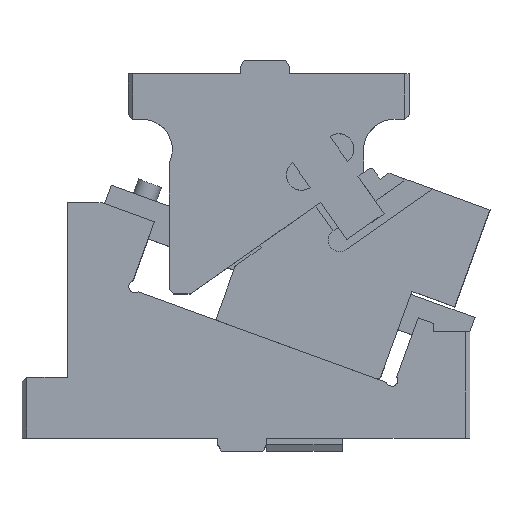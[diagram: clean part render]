
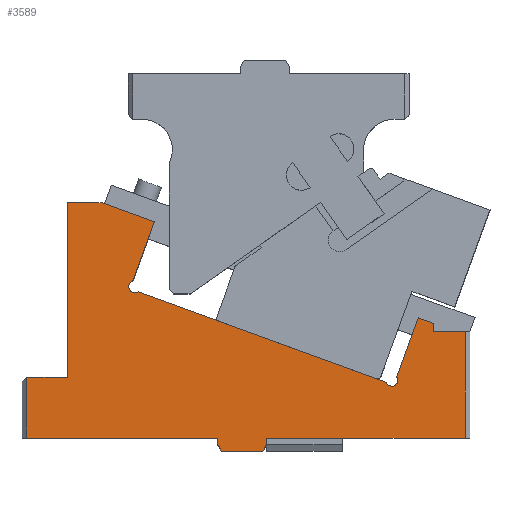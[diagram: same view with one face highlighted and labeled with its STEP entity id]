
A CAD part, top view. The second image highlights one B-rep face of the part: STEP entity #3589.
In plain terms, the highlighted planar face has unit normal (0, 0, 1).
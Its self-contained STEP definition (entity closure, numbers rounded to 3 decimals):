
#3253=CARTESIAN_POINT('Vertex',(292.,0.,25.)) ;
#3256=CARTESIAN_POINT('Line Origine',(226.5,0.,25.)) ;
#3260=CARTESIAN_POINT('Vertex',(161.,0.,25.)) ;
#3399=CARTESIAN_POINT('Vertex',(292.,70.,25.)) ;
#3402=CARTESIAN_POINT('Line Origine',(292.,35.,25.)) ;
#3414=CARTESIAN_POINT('Axis2P3D Location',(74.361,99.768,25.)) ;
#3419=CARTESIAN_POINT('Line Origine',(145.,-8.5,25.)) ;
#3423=CARTESIAN_POINT('Vertex',(158.691,-8.5,25.)) ;
#3425=CARTESIAN_POINT('Vertex',(131.309,-8.5,25.)) ;
#3428=CARTESIAN_POINT('Line Origine',(159.845,-6.5,25.)) ;
#3432=CARTESIAN_POINT('Vertex',(161.,-4.5,25.)) ;
#3435=CARTESIAN_POINT('Line Origine',(161.,-2.25,25.)) ;
#3440=CARTESIAN_POINT('Line Origine',(281.5,70.,25.)) ;
#3444=CARTESIAN_POINT('Vertex',(271.,70.,25.)) ;
#3447=CARTESIAN_POINT('Line Origine',(271.,72.777,25.)) ;
#3451=CARTESIAN_POINT('Vertex',(271.,75.553,25.)) ;
#3454=CARTESIAN_POINT('Line Origine',(266.037,77.359,25.)) ;
#3458=CARTESIAN_POINT('Vertex',(261.075,79.166,25.)) ;
#3461=CARTESIAN_POINT('Line Origine',(253.999,59.724,25.)) ;
#3465=CARTESIAN_POINT('Vertex',(246.923,40.283,25.)) ;
#3468=CARTESIAN_POINT('Axis2P3D Location',(243.506,38.204,25.)) ;
#3472=CARTESIAN_POINT('Vertex',(247.506,38.204,25.)) ;
#3475=CARTESIAN_POINT('Axis2P3D Location',(243.506,38.204,25.)) ;
#3479=CARTESIAN_POINT('Vertex',(239.717,36.923,25.)) ;
#3482=CARTESIAN_POINT('Line Origine',(158.078,66.637,25.)) ;
#3486=CARTESIAN_POINT('Vertex',(76.44,96.351,25.)) ;
#3489=CARTESIAN_POINT('Axis2P3D Location',(74.361,99.768,25.)) ;
#3493=CARTESIAN_POINT('Vertex',(70.361,99.768,25.)) ;
#3496=CARTESIAN_POINT('Axis2P3D Location',(74.361,99.768,25.)) ;
#3500=CARTESIAN_POINT('Vertex',(73.08,103.557,25.)) ;
#3503=CARTESIAN_POINT('Line Origine',(80.156,122.998,25.)) ;
#3507=CARTESIAN_POINT('Vertex',(87.232,142.439,25.)) ;
#3510=CARTESIAN_POINT('Line Origine',(69.977,148.72,25.)) ;
#3514=CARTESIAN_POINT('Vertex',(52.722,155.,25.)) ;
#3517=CARTESIAN_POINT('Line Origine',(41.361,155.,25.)) ;
#3521=CARTESIAN_POINT('Vertex',(30.,155.,25.)) ;
#3524=CARTESIAN_POINT('Line Origine',(30.,97.5,25.)) ;
#3528=CARTESIAN_POINT('Vertex',(30.,40.,25.)) ;
#3531=CARTESIAN_POINT('Line Origine',(16.5,40.,25.)) ;
#3535=CARTESIAN_POINT('Vertex',(3.,40.,25.)) ;
#3538=CARTESIAN_POINT('Line Origine',(3.,20.,25.)) ;
#3542=CARTESIAN_POINT('Vertex',(3.,0.,25.)) ;
#3545=CARTESIAN_POINT('Line Origine',(66.,0.,25.)) ;
#3549=CARTESIAN_POINT('Vertex',(129.,0.,25.)) ;
#3552=CARTESIAN_POINT('Line Origine',(129.,-2.25,25.)) ;
#3556=CARTESIAN_POINT('Vertex',(129.,-4.5,25.)) ;
#3559=CARTESIAN_POINT('Line Origine',(130.155,-6.5,25.)) ;
#3257=DIRECTION('Vector Direction',(1.,0.,0.)) ;
#3403=DIRECTION('Vector Direction',(0.,1.,0.)) ;
#3415=DIRECTION('Axis2P3D Direction',(0.,0.,1.)) ;
#3416=DIRECTION('Axis2P3D XDirection',(1.,0.,-0.)) ;
#3420=DIRECTION('Vector Direction',(1.,0.,0.)) ;
#3429=DIRECTION('Vector Direction',(0.5,0.866,0.)) ;
#3436=DIRECTION('Vector Direction',(0.,-1.,0.)) ;
#3441=DIRECTION('Vector Direction',(1.,0.,0.)) ;
#3448=DIRECTION('Vector Direction',(0.,-1.,0.)) ;
#3455=DIRECTION('Vector Direction',(-0.94,0.342,0.)) ;
#3462=DIRECTION('Vector Direction',(-0.342,-0.94,0.)) ;
#3469=DIRECTION('Axis2P3D Direction',(0.,0.,1.)) ;
#3476=DIRECTION('Axis2P3D Direction',(0.,0.,1.)) ;
#3483=DIRECTION('Vector Direction',(-0.94,0.342,0.)) ;
#3490=DIRECTION('Axis2P3D Direction',(0.,0.,1.)) ;
#3497=DIRECTION('Axis2P3D Direction',(0.,0.,1.)) ;
#3504=DIRECTION('Vector Direction',(0.342,0.94,0.)) ;
#3511=DIRECTION('Vector Direction',(-0.94,0.342,0.)) ;
#3518=DIRECTION('Vector Direction',(-1.,0.,0.)) ;
#3525=DIRECTION('Vector Direction',(0.,-1.,0.)) ;
#3532=DIRECTION('Vector Direction',(-1.,0.,0.)) ;
#3539=DIRECTION('Vector Direction',(0.,-1.,0.)) ;
#3546=DIRECTION('Vector Direction',(1.,0.,0.)) ;
#3553=DIRECTION('Vector Direction',(0.,-1.,0.)) ;
#3560=DIRECTION('Vector Direction',(-0.5,0.866,0.)) ;
#3417=AXIS2_PLACEMENT_3D('Plane Axis2P3D',#3414,#3415,#3416) ;
#3470=AXIS2_PLACEMENT_3D('Circle Axis2P3D',#3468,#3469,$) ;
#3477=AXIS2_PLACEMENT_3D('Circle Axis2P3D',#3475,#3476,$) ;
#3491=AXIS2_PLACEMENT_3D('Circle Axis2P3D',#3489,#3490,$) ;
#3498=AXIS2_PLACEMENT_3D('Circle Axis2P3D',#3496,#3497,$) ;
#3565=ORIENTED_EDGE('',*,*,#3427,.F.) ;
#3566=ORIENTED_EDGE('',*,*,#3434,.F.) ;
#3567=ORIENTED_EDGE('',*,*,#3439,.F.) ;
#3568=ORIENTED_EDGE('',*,*,#3262,.T.) ;
#3569=ORIENTED_EDGE('',*,*,#3406,.T.) ;
#3570=ORIENTED_EDGE('',*,*,#3446,.F.) ;
#3571=ORIENTED_EDGE('',*,*,#3453,.F.) ;
#3572=ORIENTED_EDGE('',*,*,#3460,.T.) ;
#3573=ORIENTED_EDGE('',*,*,#3467,.T.) ;
#3574=ORIENTED_EDGE('',*,*,#3474,.F.) ;
#3575=ORIENTED_EDGE('',*,*,#3481,.F.) ;
#3576=ORIENTED_EDGE('',*,*,#3488,.T.) ;
#3577=ORIENTED_EDGE('',*,*,#3495,.F.) ;
#3578=ORIENTED_EDGE('',*,*,#3502,.F.) ;
#3579=ORIENTED_EDGE('',*,*,#3509,.T.) ;
#3580=ORIENTED_EDGE('',*,*,#3516,.T.) ;
#3581=ORIENTED_EDGE('',*,*,#3523,.T.) ;
#3582=ORIENTED_EDGE('',*,*,#3530,.T.) ;
#3583=ORIENTED_EDGE('',*,*,#3537,.T.) ;
#3584=ORIENTED_EDGE('',*,*,#3544,.T.) ;
#3585=ORIENTED_EDGE('',*,*,#3551,.T.) ;
#3586=ORIENTED_EDGE('',*,*,#3558,.T.) ;
#3587=ORIENTED_EDGE('',*,*,#3563,.F.) ;
#3258=VECTOR('Line Direction',#3257,1.) ;
#3404=VECTOR('Line Direction',#3403,1.) ;
#3421=VECTOR('Line Direction',#3420,1.) ;
#3430=VECTOR('Line Direction',#3429,1.) ;
#3437=VECTOR('Line Direction',#3436,1.) ;
#3442=VECTOR('Line Direction',#3441,1.) ;
#3449=VECTOR('Line Direction',#3448,1.) ;
#3456=VECTOR('Line Direction',#3455,1.) ;
#3463=VECTOR('Line Direction',#3462,1.) ;
#3484=VECTOR('Line Direction',#3483,1.) ;
#3505=VECTOR('Line Direction',#3504,1.) ;
#3512=VECTOR('Line Direction',#3511,1.) ;
#3519=VECTOR('Line Direction',#3518,1.) ;
#3526=VECTOR('Line Direction',#3525,1.) ;
#3533=VECTOR('Line Direction',#3532,1.) ;
#3540=VECTOR('Line Direction',#3539,1.) ;
#3547=VECTOR('Line Direction',#3546,1.) ;
#3554=VECTOR('Line Direction',#3553,1.) ;
#3561=VECTOR('Line Direction',#3560,1.) ;
#3589=ADVANCED_FACE('CAM HOLDER',(#3588),#3418,.T.) ;
#3471=CIRCLE('generated circle',#3470,4.) ;
#3478=CIRCLE('generated circle',#3477,4.) ;
#3492=CIRCLE('generated circle',#3491,4.) ;
#3499=CIRCLE('generated circle',#3498,4.) ;
#3262=EDGE_CURVE('',#3261,#3254,#3259,.T.) ;
#3406=EDGE_CURVE('',#3254,#3400,#3405,.T.) ;
#3427=EDGE_CURVE('',#3424,#3426,#3422,.F.) ;
#3434=EDGE_CURVE('',#3433,#3424,#3431,.F.) ;
#3439=EDGE_CURVE('',#3261,#3433,#3438,.T.) ;
#3446=EDGE_CURVE('',#3445,#3400,#3443,.T.) ;
#3453=EDGE_CURVE('',#3452,#3445,#3450,.T.) ;
#3460=EDGE_CURVE('',#3452,#3459,#3457,.T.) ;
#3467=EDGE_CURVE('',#3459,#3466,#3464,.T.) ;
#3474=EDGE_CURVE('',#3473,#3466,#3471,.T.) ;
#3481=EDGE_CURVE('',#3480,#3473,#3478,.T.) ;
#3488=EDGE_CURVE('',#3480,#3487,#3485,.T.) ;
#3495=EDGE_CURVE('',#3494,#3487,#3492,.T.) ;
#3502=EDGE_CURVE('',#3501,#3494,#3499,.T.) ;
#3509=EDGE_CURVE('',#3501,#3508,#3506,.T.) ;
#3516=EDGE_CURVE('',#3508,#3515,#3513,.T.) ;
#3523=EDGE_CURVE('',#3515,#3522,#3520,.T.) ;
#3530=EDGE_CURVE('',#3522,#3529,#3527,.T.) ;
#3537=EDGE_CURVE('',#3529,#3536,#3534,.T.) ;
#3544=EDGE_CURVE('',#3536,#3543,#3541,.T.) ;
#3551=EDGE_CURVE('',#3543,#3550,#3548,.T.) ;
#3558=EDGE_CURVE('',#3550,#3557,#3555,.T.) ;
#3563=EDGE_CURVE('',#3426,#3557,#3562,.T.) ;
#3564=EDGE_LOOP('',(#3565,#3566,#3567,#3568,#3569,#3570,#3571,#3572,#3573,#3574,#3575,#3576,#3577,#3578,#3579,#3580,#3581,#3582,#3583,#3584,#3585,#3586,#3587)) ;
#3588=FACE_OUTER_BOUND('',#3564,.T.) ;
#3259=LINE('Line',#3256,#3258) ;
#3405=LINE('Line',#3402,#3404) ;
#3422=LINE('Line',#3419,#3421) ;
#3431=LINE('Line',#3428,#3430) ;
#3438=LINE('Line',#3435,#3437) ;
#3443=LINE('Line',#3440,#3442) ;
#3450=LINE('Line',#3447,#3449) ;
#3457=LINE('Line',#3454,#3456) ;
#3464=LINE('Line',#3461,#3463) ;
#3485=LINE('Line',#3482,#3484) ;
#3506=LINE('Line',#3503,#3505) ;
#3513=LINE('Line',#3510,#3512) ;
#3520=LINE('Line',#3517,#3519) ;
#3527=LINE('Line',#3524,#3526) ;
#3534=LINE('Line',#3531,#3533) ;
#3541=LINE('Line',#3538,#3540) ;
#3548=LINE('Line',#3545,#3547) ;
#3555=LINE('Line',#3552,#3554) ;
#3562=LINE('Line',#3559,#3561) ;
#3418=PLANE('Plane',#3417) ;
#3254=VERTEX_POINT('',#3253) ;
#3261=VERTEX_POINT('',#3260) ;
#3400=VERTEX_POINT('',#3399) ;
#3424=VERTEX_POINT('',#3423) ;
#3426=VERTEX_POINT('',#3425) ;
#3433=VERTEX_POINT('',#3432) ;
#3445=VERTEX_POINT('',#3444) ;
#3452=VERTEX_POINT('',#3451) ;
#3459=VERTEX_POINT('',#3458) ;
#3466=VERTEX_POINT('',#3465) ;
#3473=VERTEX_POINT('',#3472) ;
#3480=VERTEX_POINT('',#3479) ;
#3487=VERTEX_POINT('',#3486) ;
#3494=VERTEX_POINT('',#3493) ;
#3501=VERTEX_POINT('',#3500) ;
#3508=VERTEX_POINT('',#3507) ;
#3515=VERTEX_POINT('',#3514) ;
#3522=VERTEX_POINT('',#3521) ;
#3529=VERTEX_POINT('',#3528) ;
#3536=VERTEX_POINT('',#3535) ;
#3543=VERTEX_POINT('',#3542) ;
#3550=VERTEX_POINT('',#3549) ;
#3557=VERTEX_POINT('',#3556) ;
